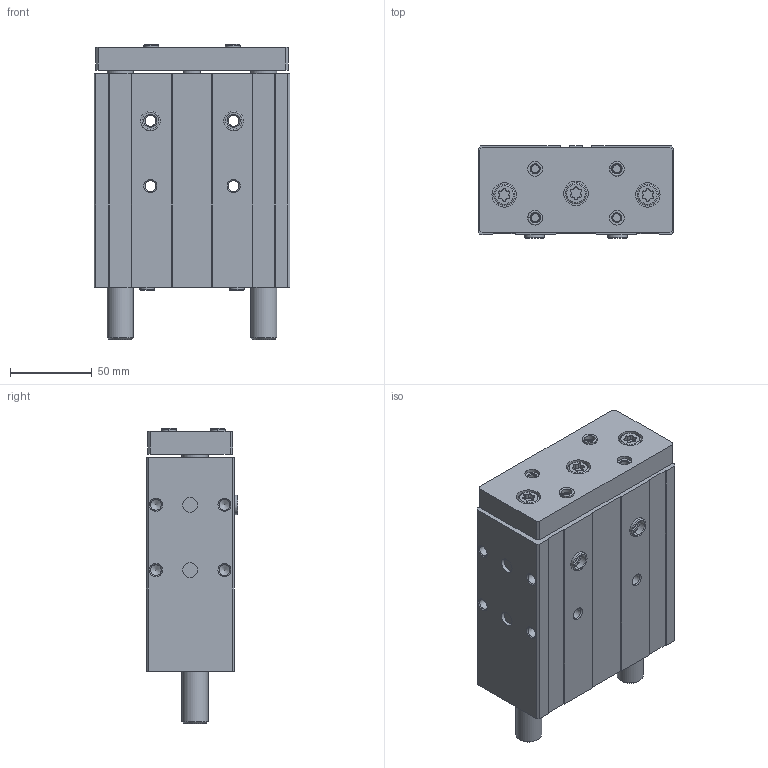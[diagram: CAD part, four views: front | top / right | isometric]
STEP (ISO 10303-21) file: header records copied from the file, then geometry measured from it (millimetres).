
FILE_DESCRIPTION(/* description */ ('STEP AP214'),/* implementation_level */ '2;1');
FILE_NAME(/* name */ '170941_DFM-40-80-P-A-KF',/* time_stamp */ '2024-08-14T11:00:30+02:00',/* author */ ('License CC BY-ND 4.0'),/* organization */ ('CADENAS'),/* preprocessor_version */ 'ST-DEVELOPER v19.3',/* originating_system */ 'PARTsolutions',/* authorisation */ ' ');
FILE_SCHEMA (('AUTOMOTIVE_DESIGN {1 0 10303 214 3 1 1}'));
Length unit declared in the file: millimetre
Products named in the file (6): 170941 DFM-40-80-P-A-KF---(0); 170941 DFM-40-80-P-A-KF---(Z); 170941 DFM-40-80-P-A-KF---(K); 8137184 ZBH-9-B; 116515 G1/8; 8137185 ZBH-12-B
Assembly tree (10 placements, depth 2):
  170941 DFM-40-80-P-A-KF---(0)
    170941 DFM-40-80-P-A-KF---(Z)
    170941 DFM-40-80-P-A-KF---(K)
    8137184 ZBH-9-B  x4
    116515 G1/8  x2
    8137185 ZBH-12-B  x2
Bounding box: 120 x 56.35 x 180.8 mm (x, y, z)
Volume: 814075.7 mm3; surface area: 146365.8 mm2
Topology: 10 solids, 10 shells, 318 faces, 717 edges, 461 vertices
Faces by surface type: plane 134, cylinder 123, cone 46, torus 15
Full cylindrical faces by diameter (mm): 4.917 x4, 6.6 x4, 6.647 x12, 8.566 x4, 9 x8, 9.728 x6, 11 x4, 12 x4, 13 x3, 15 x3, 16 x4, 40 x2, 41 x1
Entity records: 7448 total; most frequent: DIRECTION 1312, CARTESIAN_POINT 1231, ORIENTED_EDGE 998, AXIS2_PLACEMENT_3D 547, EDGE_CURVE 499, FACE_BOUND 437, EDGE_LOOP 428, VERTEX_POINT 388
